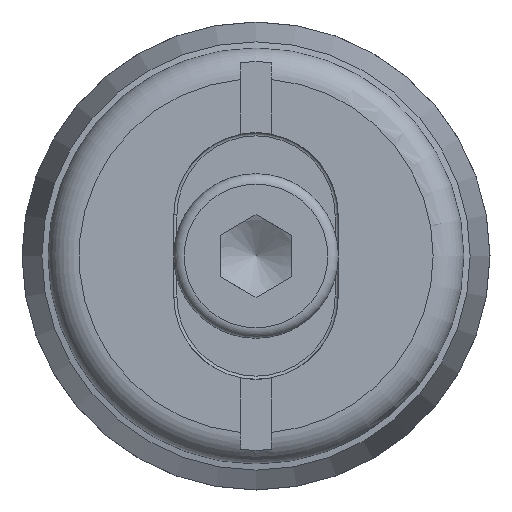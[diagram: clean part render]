
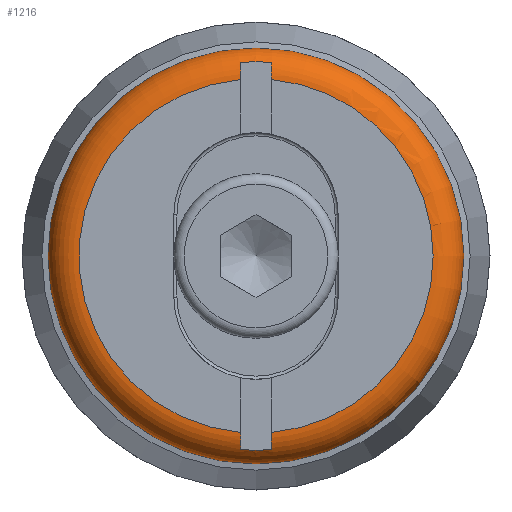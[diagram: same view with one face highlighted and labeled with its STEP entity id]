
A CAD part, front view. The second image highlights one B-rep face of the part: STEP entity #1216.
In plain terms, the highlighted toroidal (fillet/blend) face has major radius 17.25 mm and minor radius 3 mm.
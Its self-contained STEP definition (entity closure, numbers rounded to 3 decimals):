
#38=TOROIDAL_SURFACE('',#1369,17.25,3.);
#133=FACE_OUTER_BOUND('',#207,.T.);
#207=EDGE_LOOP('',(#993,#994,#995,#996,#997,#998,#999,#1000,#1001,#1002,
#1003,#1004,#1005));
#276=CIRCLE('',#1359,18.908);
#278=CIRCLE('',#1362,18.908);
#281=CIRCLE('',#1370,20.25);
#282=CIRCLE('',#1371,3.);
#283=CIRCLE('',#1372,17.25);
#284=CIRCLE('',#1373,17.25);
#285=CIRCLE('',#1374,17.25);
#286=CIRCLE('',#1375,20.25);
#302=B_SPLINE_CURVE_WITH_KNOTS('',3,(#2148,#2149,#2150,#2151,#2152,#2153),
 .UNSPECIFIED.,.F.,.F.,(4,2,4),(1.336,1.447,1.502),
 .UNSPECIFIED.);
#303=B_SPLINE_CURVE_WITH_KNOTS('',3,(#2171,#2172,#2173,#2174,#2175,#2176),
 .UNSPECIFIED.,.F.,.F.,(4,2,4),(0.279,0.333,0.445),
 .UNSPECIFIED.);
#304=B_SPLINE_CURVE_WITH_KNOTS('',3,(#2181,#2182,#2183,#2184,#2185,#2186),
 .UNSPECIFIED.,.F.,.F.,(4,2,4),(1.336,1.447,1.502),
 .UNSPECIFIED.);
#305=B_SPLINE_CURVE_WITH_KNOTS('',3,(#2193,#2194,#2195,#2196,#2197,#2198),
 .UNSPECIFIED.,.F.,.F.,(4,2,4),(0.279,0.333,0.445),
 .UNSPECIFIED.);
#536=VERTEX_POINT('',#2145);
#537=VERTEX_POINT('',#2147);
#538=VERTEX_POINT('',#2156);
#541=VERTEX_POINT('',#2163);
#542=VERTEX_POINT('',#2165);
#543=VERTEX_POINT('',#2169);
#545=VERTEX_POINT('',#2180);
#547=VERTEX_POINT('',#2191);
#549=VERTEX_POINT('',#2205);
#550=VERTEX_POINT('',#2206);
#551=VERTEX_POINT('',#2208);
#687=EDGE_CURVE('',#537,#536,#302,.T.);
#690=EDGE_CURVE('',#536,#538,#276,.T.);
#693=EDGE_CURVE('',#542,#541,#278,.T.);
#696=EDGE_CURVE('',#538,#543,#303,.T.);
#698=EDGE_CURVE('',#545,#542,#304,.T.);
#702=EDGE_CURVE('',#541,#547,#305,.T.);
#706=EDGE_CURVE('',#549,#550,#281,.T.);
#707=EDGE_CURVE('',#550,#551,#282,.T.);
#708=EDGE_CURVE('',#551,#537,#283,.T.);
#709=EDGE_CURVE('',#543,#545,#284,.T.);
#710=EDGE_CURVE('',#547,#551,#285,.T.);
#711=EDGE_CURVE('',#550,#549,#286,.T.);
#993=ORIENTED_EDGE('',*,*,#706,.T.);
#994=ORIENTED_EDGE('',*,*,#707,.T.);
#995=ORIENTED_EDGE('',*,*,#708,.T.);
#996=ORIENTED_EDGE('',*,*,#687,.T.);
#997=ORIENTED_EDGE('',*,*,#690,.T.);
#998=ORIENTED_EDGE('',*,*,#696,.T.);
#999=ORIENTED_EDGE('',*,*,#709,.T.);
#1000=ORIENTED_EDGE('',*,*,#698,.T.);
#1001=ORIENTED_EDGE('',*,*,#693,.T.);
#1002=ORIENTED_EDGE('',*,*,#702,.T.);
#1003=ORIENTED_EDGE('',*,*,#710,.T.);
#1004=ORIENTED_EDGE('',*,*,#707,.F.);
#1005=ORIENTED_EDGE('',*,*,#711,.T.);
#1216=ADVANCED_FACE('',(#133),#38,.T.);
#1359=AXIS2_PLACEMENT_3D('',#2158,#1667,#1668);
#1362=AXIS2_PLACEMENT_3D('',#2166,#1674,#1675);
#1369=AXIS2_PLACEMENT_3D('',#2204,#1695,#1696);
#1370=AXIS2_PLACEMENT_3D('',#2207,#1697,#1698);
#1371=AXIS2_PLACEMENT_3D('',#2209,#1699,#1700);
#1372=AXIS2_PLACEMENT_3D('',#2210,#1701,#1702);
#1373=AXIS2_PLACEMENT_3D('',#2211,#1703,#1704);
#1374=AXIS2_PLACEMENT_3D('',#2212,#1705,#1706);
#1375=AXIS2_PLACEMENT_3D('',#2213,#1707,#1708);
#1667=DIRECTION('center_axis',(0.,1.,0.));
#1668=DIRECTION('ref_axis',(-1.,0.,0.));
#1674=DIRECTION('center_axis',(0.,1.,0.));
#1675=DIRECTION('ref_axis',(-1.,0.,0.));
#1695=DIRECTION('center_axis',(0.,1.,0.));
#1696=DIRECTION('ref_axis',(-1.,0.,0.));
#1697=DIRECTION('center_axis',(0.,-1.,0.));
#1698=DIRECTION('ref_axis',(0.,0.,
1.));
#1699=DIRECTION('center_axis',(0.,0.,
-1.));
#1700=DIRECTION('ref_axis',(1.,0.,0.));
#1701=DIRECTION('center_axis',(0.,1.,0.));
#1702=DIRECTION('ref_axis',(0.,0.,
1.));
#1703=DIRECTION('center_axis',(0.,1.,0.));
#1704=DIRECTION('ref_axis',(0.,0.,
1.));
#1705=DIRECTION('center_axis',(0.,1.,0.));
#1706=DIRECTION('ref_axis',(0.,0.,
1.));
#1707=DIRECTION('center_axis',(0.,-1.,0.));
#1708=DIRECTION('ref_axis',(0.,0.,
1.));
#2145=CARTESIAN_POINT('',(-14.252,-7.951,-1.503));
#2147=CARTESIAN_POINT('',(-14.252,-8.451,0.161));
#2148=CARTESIAN_POINT('Ctrl Pts',(-14.252,-8.451,0.161));
#2149=CARTESIAN_POINT('Ctrl Pts',(-14.252,-8.451,-0.211));
#2150=CARTESIAN_POINT('Ctrl Pts',(-14.252,-8.364,-0.649));
#2151=CARTESIAN_POINT('Ctrl Pts',(-14.252,-8.153,-1.161));
#2152=CARTESIAN_POINT('Ctrl Pts',(-14.252,-8.061,-1.338));
#2153=CARTESIAN_POINT('Ctrl Pts',(-14.252,-7.951,-1.503));
#2156=CARTESIAN_POINT('',(-17.252,-7.951,-1.503));
#2158=CARTESIAN_POINT('Origin',(-15.752,-7.951,17.345));
#2163=CARTESIAN_POINT('',(-14.252,-7.951,36.194));
#2165=CARTESIAN_POINT('',(-17.252,-7.951,36.194));
#2166=CARTESIAN_POINT('Origin',(-15.752,-7.951,17.345));
#2169=CARTESIAN_POINT('',(-17.252,-8.451,0.161));
#2171=CARTESIAN_POINT('Ctrl Pts',(-17.252,-7.951,-1.503));
#2172=CARTESIAN_POINT('Ctrl Pts',(-17.252,-8.061,-1.338));
#2173=CARTESIAN_POINT('Ctrl Pts',(-17.252,-8.153,-1.161));
#2174=CARTESIAN_POINT('Ctrl Pts',(-17.252,-8.364,-0.649));
#2175=CARTESIAN_POINT('Ctrl Pts',(-17.252,-8.451,-0.211));
#2176=CARTESIAN_POINT('Ctrl Pts',(-17.252,-8.451,0.161));
#2180=CARTESIAN_POINT('',(-17.252,-8.451,34.53));
#2181=CARTESIAN_POINT('Ctrl Pts',(-17.252,-8.451,34.53));
#2182=CARTESIAN_POINT('Ctrl Pts',(-17.252,-8.451,34.902));
#2183=CARTESIAN_POINT('Ctrl Pts',(-17.252,-8.364,35.34));
#2184=CARTESIAN_POINT('Ctrl Pts',(-17.252,-8.153,35.852));
#2185=CARTESIAN_POINT('Ctrl Pts',(-17.252,-8.061,36.028));
#2186=CARTESIAN_POINT('Ctrl Pts',(-17.252,-7.951,36.194));
#2191=CARTESIAN_POINT('',(-14.252,-8.451,34.53));
#2193=CARTESIAN_POINT('Ctrl Pts',(-14.252,-7.951,36.194));
#2194=CARTESIAN_POINT('Ctrl Pts',(-14.252,-8.061,36.028));
#2195=CARTESIAN_POINT('Ctrl Pts',(-14.252,-8.153,35.852));
#2196=CARTESIAN_POINT('Ctrl Pts',(-14.252,-8.364,35.34));
#2197=CARTESIAN_POINT('Ctrl Pts',(-14.252,-8.451,34.902));
#2198=CARTESIAN_POINT('Ctrl Pts',(-14.252,-8.451,34.53));
#2204=CARTESIAN_POINT('Origin',(-15.752,-5.451,17.345));
#2205=CARTESIAN_POINT('',(-15.752,-5.451,37.595));
#2206=CARTESIAN_POINT('',(4.498,-5.451,17.345));
#2207=CARTESIAN_POINT('Origin',(-15.752,-5.451,17.345));
#2208=CARTESIAN_POINT('',(1.498,-8.451,17.345));
#2209=CARTESIAN_POINT('Origin',(1.498,-5.451,17.345));
#2210=CARTESIAN_POINT('Origin',(-15.752,-8.451,17.345));
#2211=CARTESIAN_POINT('Origin',(-15.752,-8.451,17.345));
#2212=CARTESIAN_POINT('Origin',(-15.752,-8.451,17.345));
#2213=CARTESIAN_POINT('Origin',(-15.752,-5.451,17.345));
